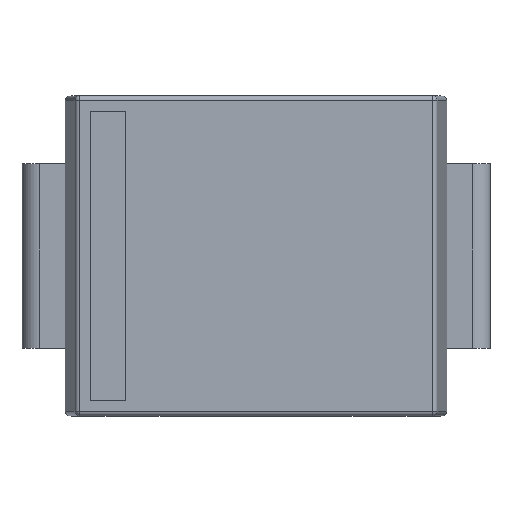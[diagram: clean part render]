
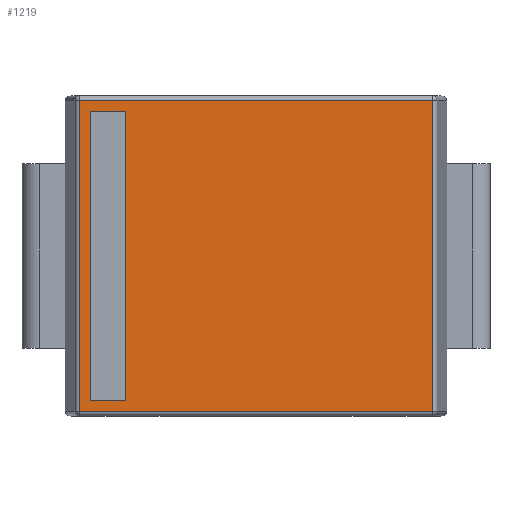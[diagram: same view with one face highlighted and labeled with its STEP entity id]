
A CAD part, top view. The second image highlights one B-rep face of the part: STEP entity #1219.
In plain terms, the highlighted planar face has unit normal (0, 0, 1).
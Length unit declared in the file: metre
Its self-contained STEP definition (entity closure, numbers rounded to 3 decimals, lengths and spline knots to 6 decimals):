
#190=ORIENTED_EDGE('',*,*,#534,.T.);
#191=ORIENTED_EDGE('',*,*,#535,.T.);
#192=ORIENTED_EDGE('',*,*,#536,.T.);
#193=ORIENTED_EDGE('',*,*,#537,.T.);
#534=EDGE_CURVE('',#708,#709,#816,.T.);
#535=EDGE_CURVE('',#709,#710,#817,.F.);
#536=EDGE_CURVE('',#710,#711,#818,.F.);
#537=EDGE_CURVE('',#711,#708,#819,.T.);
#708=VERTEX_POINT('',#1990);
#709=VERTEX_POINT('',#1991);
#710=VERTEX_POINT('',#1993);
#711=VERTEX_POINT('',#1995);
#816=LINE('',#1989,#934);
#817=LINE('',#1992,#935);
#818=LINE('',#1994,#936);
#819=LINE('',#1996,#937);
#934=VECTOR('',#1553,1.);
#935=VECTOR('',#1554,1.);
#936=VECTOR('',#1555,1.);
#937=VECTOR('',#1556,1.);
#1019=EDGE_LOOP('',(#190,#191,#192,#193));
#1101=FACE_BOUND('',#1019,.T.);
#1183=PLANE('',#1348);
#1219=ADVANCED_FACE('',(#1101),#1183,.T.);
#1348=AXIS2_PLACEMENT_3D('',#1988,#1551,#1552);
#1551=DIRECTION('',(0.,0.,1.));
#1552=DIRECTION('',(1.,0.,0.));
#1553=DIRECTION('',(1.,0.,0.));
#1554=DIRECTION('',(0.,-1.,0.));
#1555=DIRECTION('',(1.,0.,0.));
#1556=DIRECTION('',(0.,-1.,0.));
#1988=CARTESIAN_POINT('',(0.,0.,0.00218));
#1989=CARTESIAN_POINT('',(0.002043,-0.00176,0.00218));
#1990=CARTESIAN_POINT('',(-0.001998,-0.00176,0.00218));
#1991=CARTESIAN_POINT('',(0.001998,-0.00176,0.00218));
#1992=CARTESIAN_POINT('',(0.001998,0.,0.00218));
#1993=CARTESIAN_POINT('',(0.001998,0.00176,0.00218));
#1994=CARTESIAN_POINT('',(0.,0.00176,0.00218));
#1995=CARTESIAN_POINT('',(-0.001998,0.00176,0.00218));
#1996=CARTESIAN_POINT('',(-0.001998,0.,0.00218));
